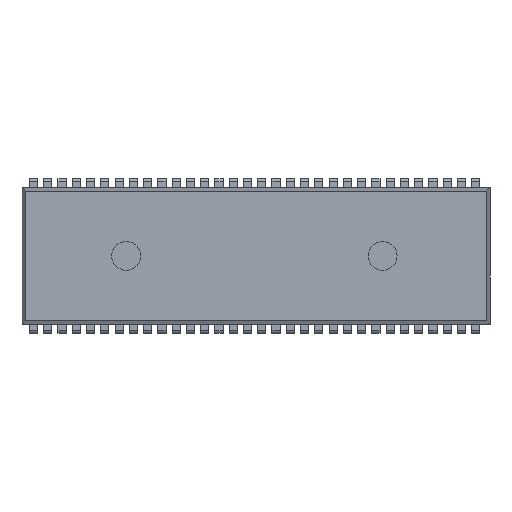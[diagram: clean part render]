
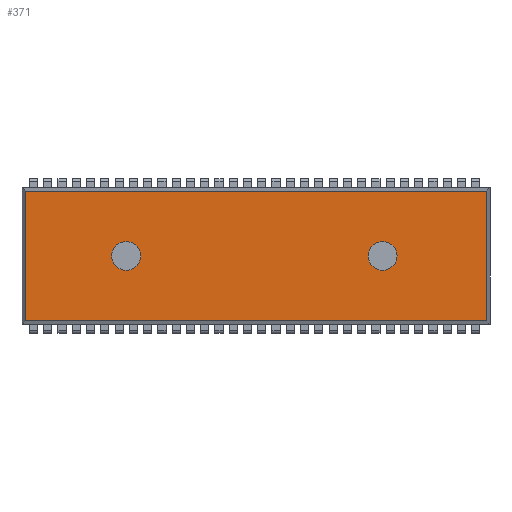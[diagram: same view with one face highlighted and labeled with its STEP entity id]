
A CAD part, top view. The second image highlights one B-rep face of the part: STEP entity #371.
In plain terms, the highlighted planar face has unit normal (0, 0, 1).
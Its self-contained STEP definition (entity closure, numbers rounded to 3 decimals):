
#189 = EDGE_CURVE('',#190,#192,#194,.T.);
#190 = VERTEX_POINT('',#191);
#191 = CARTESIAN_POINT('',(-12.6,-8.1,0.01));
#192 = VERTEX_POINT('',#193);
#193 = CARTESIAN_POINT('',(-12.6,8.1,0.01));
#194 = LINE('',#195,#196);
#195 = CARTESIAN_POINT('',(-12.6,-8.5,0.01));
#196 = VECTOR('',#197,1.);
#197 = DIRECTION('',(0.,1.,0.));
#229 = EDGE_CURVE('',#230,#232,#234,.T.);
#230 = VERTEX_POINT('',#231);
#231 = CARTESIAN_POINT('',(45.,-8.1,0.01));
#232 = VERTEX_POINT('',#233);
#233 = CARTESIAN_POINT('',(45.,8.1,0.01));
#234 = LINE('',#235,#236);
#235 = CARTESIAN_POINT('',(45.,-8.5,0.01));
#236 = VECTOR('',#237,1.);
#237 = DIRECTION('',(0.,1.,0.));
#272 = EDGE_CURVE('',#192,#232,#273,.T.);
#273 = LINE('',#274,#275);
#274 = CARTESIAN_POINT('',(-12.6,8.1,0.01));
#275 = VECTOR('',#276,1.);
#276 = DIRECTION('',(1.,0.,0.));
#371 = ADVANCED_FACE('',(#372,#383,#394),#405,.T.);
#372 = FACE_BOUND('',#373,.T.);
#373 = EDGE_LOOP('',(#374,#375,#376,#377));
#374 = ORIENTED_EDGE('',*,*,#229,.T.);
#375 = ORIENTED_EDGE('',*,*,#272,.F.);
#376 = ORIENTED_EDGE('',*,*,#189,.F.);
#377 = ORIENTED_EDGE('',*,*,#378,.T.);
#378 = EDGE_CURVE('',#190,#230,#379,.T.);
#379 = LINE('',#380,#381);
#380 = CARTESIAN_POINT('',(-12.6,-8.1,0.01));
#381 = VECTOR('',#382,1.);
#382 = DIRECTION('',(1.,0.,0.));
#383 = FACE_BOUND('',#384,.T.);
#384 = EDGE_LOOP('',(#385));
#385 = ORIENTED_EDGE('',*,*,#386,.F.);
#386 = EDGE_CURVE('',#387,#387,#389,.T.);
#387 = VERTEX_POINT('',#388);
#388 = CARTESIAN_POINT('',(1.8,0.,0.01));
#389 = CIRCLE('',#390,1.8);
#390 = AXIS2_PLACEMENT_3D('',#391,#392,#393);
#391 = CARTESIAN_POINT('',(0.,0.,0.01));
#392 = DIRECTION('',(0.,0.,1.));
#393 = DIRECTION('',(1.,0.,0.));
#394 = FACE_BOUND('',#395,.T.);
#395 = EDGE_LOOP('',(#396));
#396 = ORIENTED_EDGE('',*,*,#397,.F.);
#397 = EDGE_CURVE('',#398,#398,#400,.T.);
#398 = VERTEX_POINT('',#399);
#399 = CARTESIAN_POINT('',(33.8,0.,0.01));
#400 = CIRCLE('',#401,1.8);
#401 = AXIS2_PLACEMENT_3D('',#402,#403,#404);
#402 = CARTESIAN_POINT('',(32.,0.,0.01));
#403 = DIRECTION('',(0.,0.,1.));
#404 = DIRECTION('',(1.,0.,0.));
#405 = PLANE('',#406);
#406 = AXIS2_PLACEMENT_3D('',#407,#408,#409);
#407 = CARTESIAN_POINT('',(-13.,-8.5,0.01));
#408 = DIRECTION('',(0.,0.,1.));
#409 = DIRECTION('',(1.,0.,0.));
